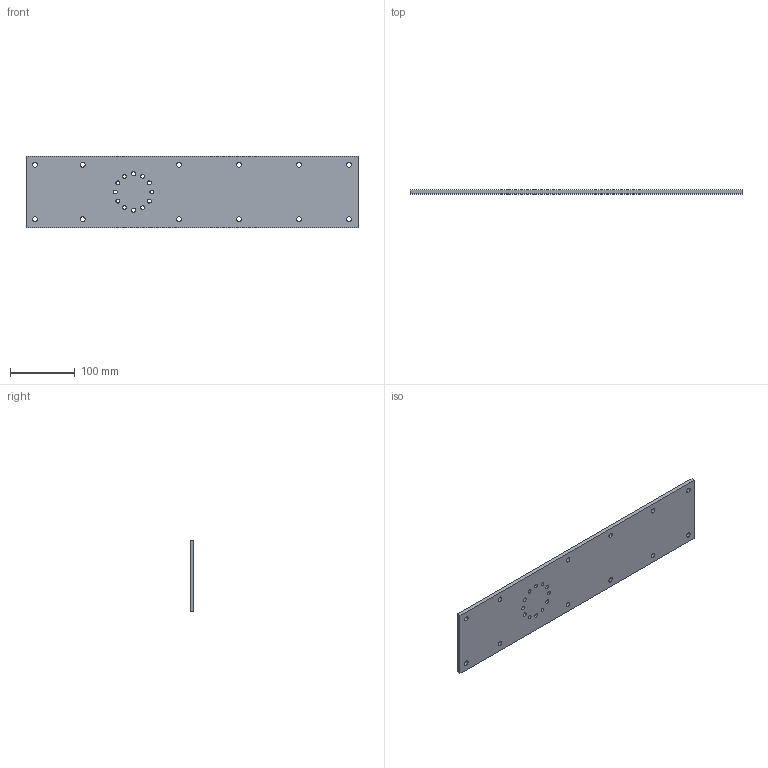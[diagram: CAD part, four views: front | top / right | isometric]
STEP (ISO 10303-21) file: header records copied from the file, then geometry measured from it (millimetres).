
FILE_DESCRIPTION (( 'STEP AP203' ), '1' );
FILE_NAME ('Plate M100.STEP', '2018-10-22T15:06:50', ( 'Utilisateur Windows' ), ( '' ), 'SwSTEP 2.0', 'SolidWorks 2017', '' );
FILE_SCHEMA (( 'CONFIG_CONTROL_DESIGN' ));
Length unit declared in the file: millimetre
Products named in the file (1): Plate M100
Bounding box: 511.5 x 6 x 109.5 mm (x, y, z)
Volume: 330838.9 mm3; surface area: 120785.3 mm2
Topology: 1 solids, 1 shells, 54 faces, 156 edges, 104 vertices
Faces by surface type: cylinder 48, plane 6
Entity records: 2009 total; most frequent: DIRECTION 362, CARTESIAN_POINT 315, ORIENTED_EDGE 312, EDGE_CURVE 156, AXIS2_PLACEMENT_3D 151, VERTEX_POINT 104, EDGE_LOOP 102, CIRCLE 96
